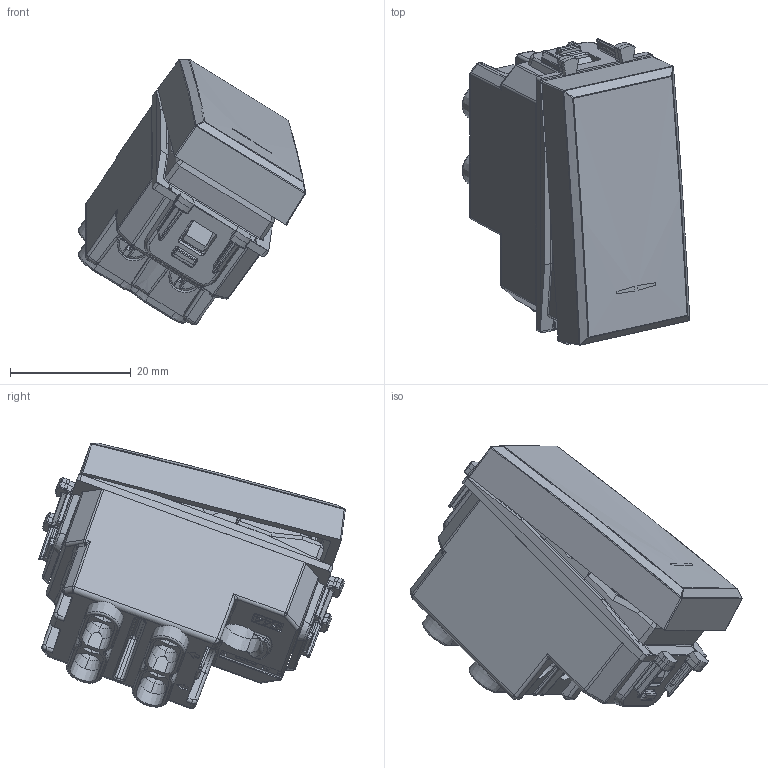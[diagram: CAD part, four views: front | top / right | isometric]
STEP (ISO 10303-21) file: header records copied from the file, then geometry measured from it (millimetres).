
FILE_DESCRIPTION(('CATIA V5 STEP Exchange'),'2;1');
FILE_NAME('443004.stp','2024-02-16T07:15:36+00:00',('none'),('none'),'CATIA Version 5-6 Release 2016 SP6','CATIA V5 STEP AP203','none');
FILE_SCHEMA(('CONFIG_CONTROL_DESIGN'));
Length unit declared in the file: millimetre
Products named in the file (1): 443004
Assembly tree (18 placements, depth 2):
  443004
    #57
    #40546
    #47446
    #50608
    #53512
    #101549
    #134824  x2
    #136511  x4
    #138424  x4
    #139316
    #147607
Bounding box: 37.75 x 50.83 x 44.08 mm (x, y, z)
Volume: 16295.1 mm3; surface area: 26274.7 mm2
Topology: 23 solids, 23 shells, 4948 faces, 13315 edges, 8304 vertices
Faces by surface type: plane 2571, cylinder 1328, bspline 465, cone 277, torus 154, sphere 109, extrusion 36, revolution 8
Entity records: 176744 total; most frequent: CARTESIAN_POINT 73889, ORIENTED_EDGE 24674, DIRECTION 15407, EDGE_CURVE 12337, VERTEX_POINT 7762, VECTOR 6929, LINE 6893, AXIS2_PLACEMENT_3D 5015
